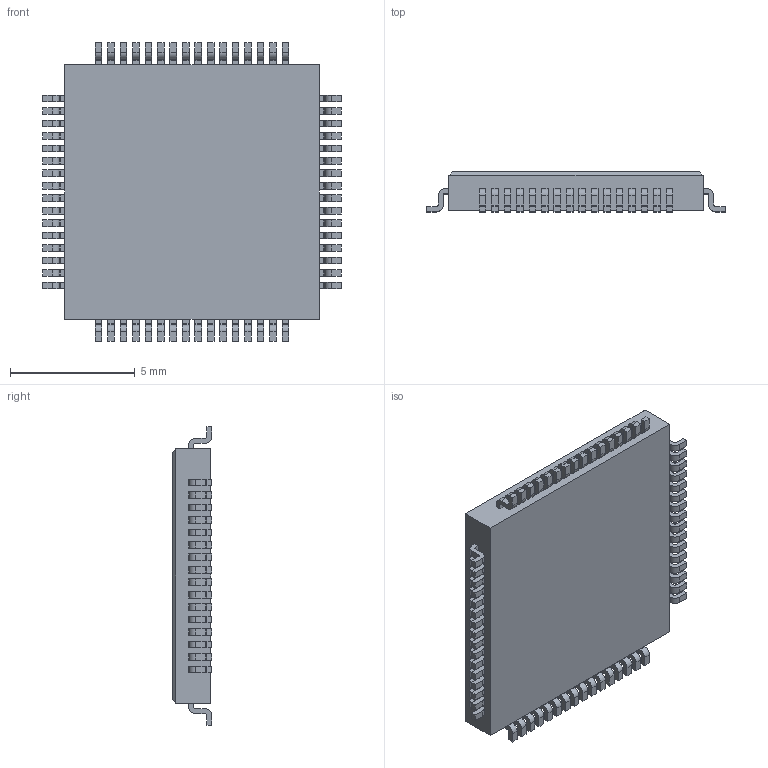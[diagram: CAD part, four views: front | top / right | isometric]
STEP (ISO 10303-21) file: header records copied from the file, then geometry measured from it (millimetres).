
FILE_DESCRIPTION(/* description */ (''),/* implementation_level */ '2;1');
FILE_NAME(/* name */ 'STM32F103RET6.step',/* time_stamp */ '2019-10-28T01:31:09-04:00',/* author */ (''),/* organization */ (''),/* preprocessor_version */ 'ST-DEVELOPER v18',/* originating_system */ 'Autodesk Translation Framework v8.6.0.1094',/* authorisation */ '');
FILE_SCHEMA (('AUTOMOTIVE_DESIGN { 1 0 10303 214 3 1 1 }'));
Length unit declared in the file: millimetre
Products named in the file (4): Micromouse-gears-wheels; MicromouseV0.0.4; PCB Component; STM32F103RET6
Assembly tree (3 placements, depth 4):
  Micromouse-gears-wheels
    MicromouseV0.0.4
      PCB Component
        STM32F103RET6
Bounding box: 12 x 1.6 x 12 mm (x, y, z)
Volume: 166 mm3; surface area: 357.1 mm2
Topology: 1 solids, 1 shells, 844 faces, 2328 edges, 1551 vertices
Faces by surface type: plane 587, cylinder 257
Full cylindrical faces by diameter (mm): 0.3 x1
Entity records: 27775 total; most frequent: CARTESIAN_POINT 4730, ORIENTED_EDGE 4656, DIRECTION 4545, EDGE_CURVE 2328, LINE 1813, VECTOR 1813, VERTEX_POINT 1551, AXIS2_PLACEMENT_3D 1366
